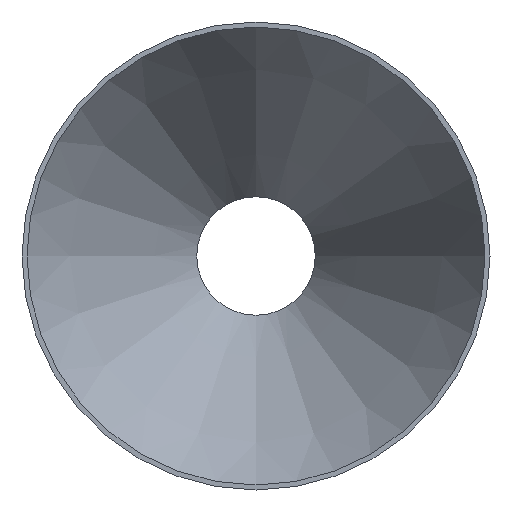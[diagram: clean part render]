
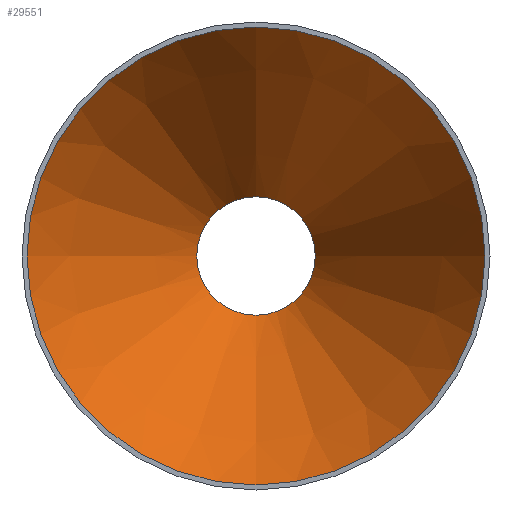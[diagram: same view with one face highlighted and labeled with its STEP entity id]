
A CAD part, front view. The second image highlights one B-rep face of the part: STEP entity #29551.
In plain terms, the highlighted conical face has half-angle 30.063 degrees and reference radius 158.484 mm.
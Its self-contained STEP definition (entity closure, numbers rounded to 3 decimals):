
#955 = EDGE_CURVE ( 'NONE', #45089, #45089, #12484, .T. ) ;
#1892 = AXIS2_PLACEMENT_3D ( 'NONE', #3947, #45192, #18677 ) ;
#3479 = CARTESIAN_POINT ( 'NONE',  ( 0., 203., 0. ) ) ;
#3947 = CARTESIAN_POINT ( 'NONE',  ( 0., 0., 0. ) ) ;
#4861 = EDGE_CURVE ( 'NONE', #34027, #34027, #12252, .T. ) ;
#7278 = CARTESIAN_POINT ( 'NONE',  ( 0., 0., -158.484 ) ) ;
#12252 = CIRCLE ( 'NONE', #39737, 158.484 ) ;
#12484 = CIRCLE ( 'NONE', #39963, 40.984 ) ;
#12671 = EDGE_LOOP ( 'NONE', ( #45721 ) ) ;
#14734 = FACE_BOUND ( 'NONE', #37408, .T. ) ;
#14903 = ORIENTED_EDGE ( 'NONE', *, *, #955, .F. ) ;
#15003 = DIRECTION ( 'NONE',  ( 0., 0., -1. ) ) ;
#15736 = DIRECTION ( 'NONE',  ( 0., 0., -1. ) ) ;
#18677 = DIRECTION ( 'NONE',  ( 0., 0., -1. ) ) ;
#19676 = DIRECTION ( 'NONE',  ( 0., -1., 0. ) ) ;
#25608 = DIRECTION ( 'NONE',  ( 0., -1., 0. ) ) ;
#27005 = CONICAL_SURFACE ( 'NONE', #1892, 158.484, 0.525 ) ;
#27069 = CARTESIAN_POINT ( 'NONE',  ( 0., 0., 0. ) ) ;
#29551 = ADVANCED_FACE ( 'NONE', ( #14734, #44708 ), #27005, .F. ) ;
#34027 = VERTEX_POINT ( 'NONE', #7278 ) ;
#37408 = EDGE_LOOP ( 'NONE', ( #14903 ) ) ;
#39737 = AXIS2_PLACEMENT_3D ( 'NONE', #27069, #19676, #15736 ) ;
#39963 = AXIS2_PLACEMENT_3D ( 'NONE', #3479, #25608, #15003 ) ;
#44708 = FACE_OUTER_BOUND ( 'NONE', #12671, .T. ) ;
#45089 = VERTEX_POINT ( 'NONE', #48315 ) ;
#45192 = DIRECTION ( 'NONE',  ( 0., -1., 0. ) ) ;
#45721 = ORIENTED_EDGE ( 'NONE', *, *, #4861, .T. ) ;
#48315 = CARTESIAN_POINT ( 'NONE',  ( 0., 203., -40.984 ) ) ;
